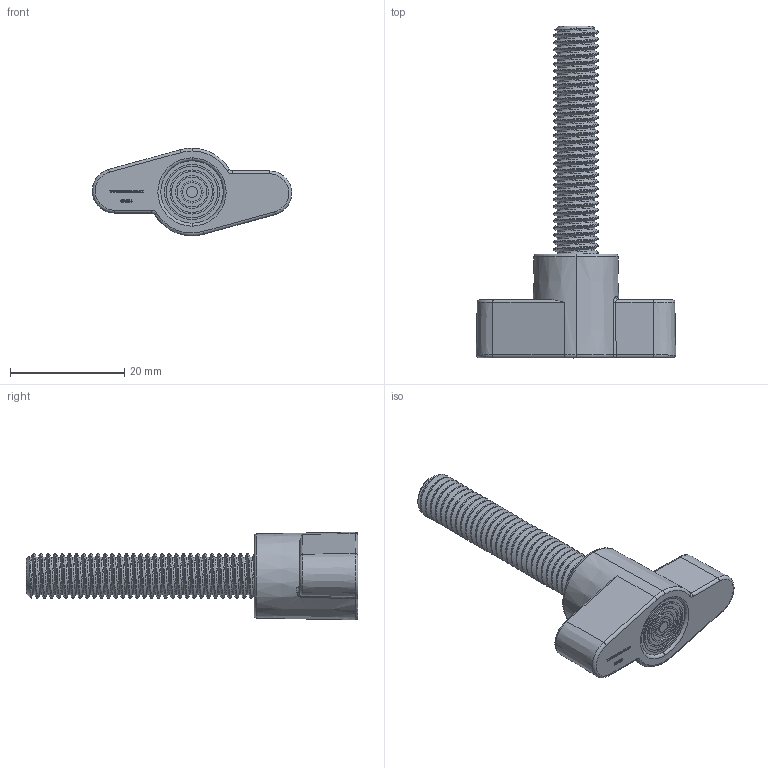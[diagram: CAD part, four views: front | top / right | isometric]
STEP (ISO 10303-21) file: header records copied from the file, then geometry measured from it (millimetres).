
FILE_DESCRIPTION (( 'STEP AP214' ), '1' );
FILE_NAME ('02494-Wing Screw Zinc Ext 40mm M8.STEP', '2018-08-01T01:55:54', ( '' ), ( '' ), 'SwSTEP 2.0', 'SolidWorks 2018', '' );
FILE_SCHEMA (( 'AUTOMOTIVE_DESIGN' ));
Length unit declared in the file: millimetre
Products named in the file (1): 02494-Wing Screw Zinc Ext 40mm M8
Bounding box: 34.97 x 58.2 x 15.38 mm (x, y, z)
Volume: 5935.2 mm3; surface area: 3895.4 mm2
Topology: 2 solids, 2 shells, 430 faces, 1146 edges, 758 vertices
Faces by surface type: plane 190, bspline 121, cylinder 89, cone 17, torus 13
Entity records: 27425 total; most frequent: CARTESIAN_POINT 16968, ORIENTED_EDGE 2292, DIRECTION 1494, EDGE_CURVE 1146, VERTEX_POINT 758, LINE 644, VECTOR 644, EDGE_LOOP 468
